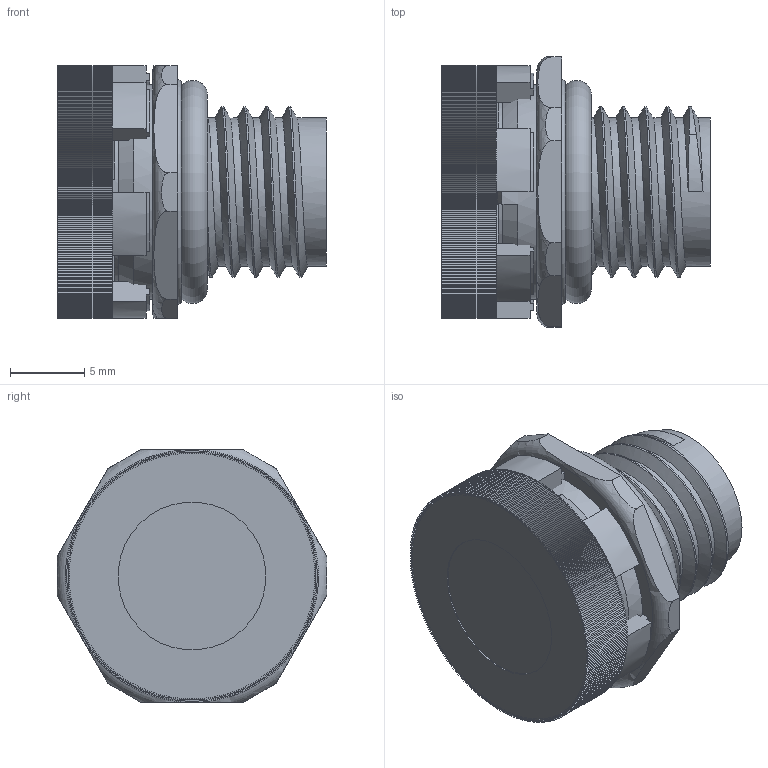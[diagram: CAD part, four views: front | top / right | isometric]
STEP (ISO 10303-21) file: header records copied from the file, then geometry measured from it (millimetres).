
FILE_DESCRIPTION(/* description */ ('UL-DAE'),/* implementation_level */ '2;1');
FILE_NAME(/* name */ '11087512HLD-RST.stp',/* time_stamp */ '2020-04-15T08:27:24+02:00',/* author */ ('sl'),/* organization */ (''),/* preprocessor_version */ 'ST-DEVELOPER v16.5',/* originating_system */ 'Autodesk Inventor 2017',/* authorisation */ '');
FILE_SCHEMA (('AUTOMOTIVE_DESIGN { 1 0 10303 214 3 1 1 }'));
Length unit declared in the file: millimetre
Products named in the file (7): 11087512HLD; 11087512HLD_1; 11087512HLD_2; 11087512HLD_3; 11087512HLD_4; 11087512HLD_5; 11087512HLD_6
Assembly tree (6 placements, depth 2):
  11087512HLD
    11087512HLD_1
    11087512HLD_2
    11087512HLD_3
    11087512HLD_4
    11087512HLD_5
    11087512HLD_6
Bounding box: 18.08 x 18.15 x 17 mm (x, y, z)
Volume: 1760.9 mm3; surface area: 4005.9 mm2
Topology: 6 solids, 6 shells, 969 faces, 2839 edges, 1886 vertices
Faces by surface type: plane 910, cylinder 41, torus 10, cone 6, bspline 2
Full cylindrical faces by diameter (mm): 7 x1, 8 x2, 8.15 x1, 9.64 x1, 9.94 x1, 9.97 x6, 12.43 x1, 12.47 x1, 12.7 x1, 12.9 x1, 13.94 x1, 14.4 x1
Entity records: 32728 total; most frequent: CARTESIAN_POINT 6965, ORIENTED_EDGE 5588, DIRECTION 4850, EDGE_CURVE 2794, LINE 2642, VECTOR 2642, VERTEX_POINT 1869, AXIS2_PLACEMENT_3D 1104
